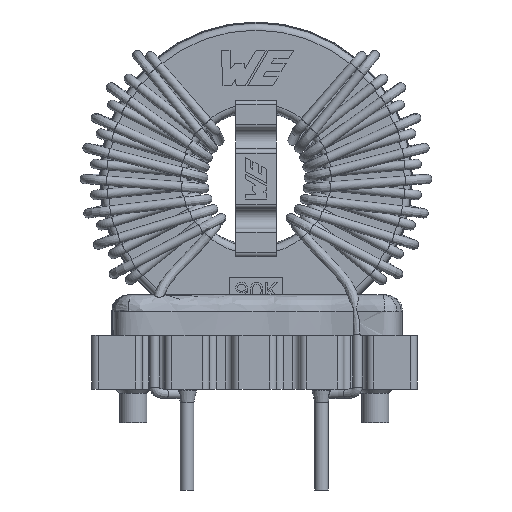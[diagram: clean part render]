
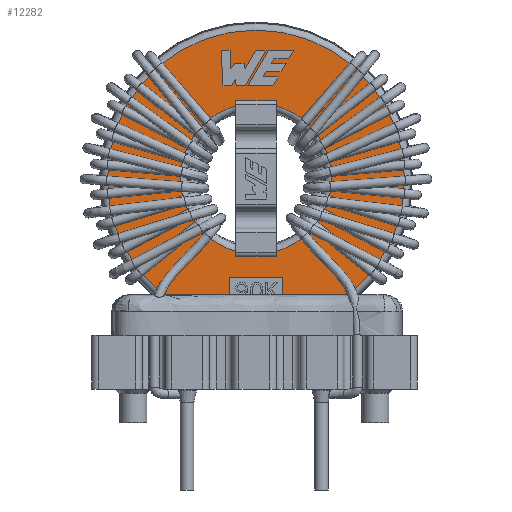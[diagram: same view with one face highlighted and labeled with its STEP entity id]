
A CAD part, front view. The second image highlights one B-rep face of the part: STEP entity #12282.
In plain terms, the highlighted planar face has unit normal (0, -1, 0).
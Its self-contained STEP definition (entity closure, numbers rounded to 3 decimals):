
#592=CIRCLE('',#14291,5.613);
#598=CIRCLE('',#14304,11.037);
#2047=ORIENTED_EDGE('',*,*,#4778,.F.);
#2048=ORIENTED_EDGE('',*,*,#4776,.F.);
#2049=ORIENTED_EDGE('',*,*,#4774,.F.);
#2050=ORIENTED_EDGE('',*,*,#4779,.F.);
#2051=ORIENTED_EDGE('',*,*,#4813,.F.);
#2052=ORIENTED_EDGE('',*,*,#4810,.F.);
#2053=ORIENTED_EDGE('',*,*,#4807,.F.);
#2054=ORIENTED_EDGE('',*,*,#4804,.F.);
#2055=ORIENTED_EDGE('',*,*,#4801,.F.);
#2056=ORIENTED_EDGE('',*,*,#4798,.F.);
#2057=ORIENTED_EDGE('',*,*,#4795,.F.);
#2058=ORIENTED_EDGE('',*,*,#4792,.F.);
#2059=ORIENTED_EDGE('',*,*,#4789,.F.);
#2060=ORIENTED_EDGE('',*,*,#4786,.F.);
#2061=ORIENTED_EDGE('',*,*,#4783,.F.);
#2062=ORIENTED_EDGE('',*,*,#4815,.F.);
#2063=ORIENTED_EDGE('',*,*,#4853,.F.);
#2064=ORIENTED_EDGE('',*,*,#4851,.F.);
#2065=ORIENTED_EDGE('',*,*,#4849,.F.);
#2066=ORIENTED_EDGE('',*,*,#4847,.F.);
#2067=ORIENTED_EDGE('',*,*,#4845,.F.);
#2068=ORIENTED_EDGE('',*,*,#4843,.F.);
#2069=ORIENTED_EDGE('',*,*,#4841,.F.);
#2070=ORIENTED_EDGE('',*,*,#4839,.F.);
#2071=ORIENTED_EDGE('',*,*,#4837,.F.);
#2072=ORIENTED_EDGE('',*,*,#4835,.F.);
#2073=ORIENTED_EDGE('',*,*,#4833,.F.);
#2074=ORIENTED_EDGE('',*,*,#4831,.F.);
#2075=ORIENTED_EDGE('',*,*,#4854,.F.);
#2076=ORIENTED_EDGE('',*,*,#4867,.T.);
#2077=ORIENTED_EDGE('',*,*,#4873,.T.);
#4774=EDGE_CURVE('',#6282,#6281,#7608,.T.);
#4776=EDGE_CURVE('',#6281,#6283,#7610,.T.);
#4778=EDGE_CURVE('',#6283,#6284,#7612,.T.);
#4779=EDGE_CURVE('',#6284,#6282,#7613,.T.);
#4783=EDGE_CURVE('',#6288,#6285,#7617,.T.);
#4786=EDGE_CURVE('',#6285,#6289,#7620,.T.);
#4789=EDGE_CURVE('',#6289,#6291,#7623,.T.);
#4792=EDGE_CURVE('',#6291,#6293,#7626,.T.);
#4795=EDGE_CURVE('',#6293,#6295,#7629,.T.);
#4798=EDGE_CURVE('',#6295,#6297,#7632,.T.);
#4801=EDGE_CURVE('',#6297,#6299,#7635,.T.);
#4804=EDGE_CURVE('',#6299,#6301,#7638,.T.);
#4807=EDGE_CURVE('',#6301,#6303,#7641,.T.);
#4810=EDGE_CURVE('',#6303,#6305,#7644,.T.);
#4813=EDGE_CURVE('',#6305,#6307,#7647,.T.);
#4815=EDGE_CURVE('',#6307,#6288,#7649,.T.);
#4831=EDGE_CURVE('',#6323,#6322,#7665,.T.);
#4833=EDGE_CURVE('',#6322,#6324,#7667,.T.);
#4835=EDGE_CURVE('',#6324,#6325,#7669,.T.);
#4837=EDGE_CURVE('',#6325,#6326,#7671,.T.);
#4839=EDGE_CURVE('',#6326,#6327,#7673,.T.);
#4841=EDGE_CURVE('',#6327,#6328,#7675,.T.);
#4843=EDGE_CURVE('',#6328,#6329,#7677,.T.);
#4845=EDGE_CURVE('',#6329,#6330,#7679,.T.);
#4847=EDGE_CURVE('',#6330,#6331,#7681,.T.);
#4849=EDGE_CURVE('',#6331,#6332,#7683,.T.);
#4851=EDGE_CURVE('',#6332,#6333,#7685,.T.);
#4853=EDGE_CURVE('',#6333,#6334,#7687,.T.);
#4854=EDGE_CURVE('',#6334,#6323,#7688,.T.);
#4867=EDGE_CURVE('',#6347,#6347,#592,.T.);
#4873=EDGE_CURVE('',#6353,#6353,#598,.T.);
#6281=VERTEX_POINT('',#19724);
#6282=VERTEX_POINT('',#19726);
#6283=VERTEX_POINT('',#19730);
#6284=VERTEX_POINT('',#19734);
#6285=VERTEX_POINT('',#19740);
#6288=VERTEX_POINT('',#19745);
#6289=VERTEX_POINT('',#19749);
#6291=VERTEX_POINT('',#19755);
#6293=VERTEX_POINT('',#19761);
#6295=VERTEX_POINT('',#19767);
#6297=VERTEX_POINT('',#19773);
#6299=VERTEX_POINT('',#19779);
#6301=VERTEX_POINT('',#19785);
#6303=VERTEX_POINT('',#19791);
#6305=VERTEX_POINT('',#19797);
#6307=VERTEX_POINT('',#19803);
#6322=VERTEX_POINT('',#19840);
#6323=VERTEX_POINT('',#19842);
#6324=VERTEX_POINT('',#19846);
#6325=VERTEX_POINT('',#19850);
#6326=VERTEX_POINT('',#19854);
#6327=VERTEX_POINT('',#19858);
#6328=VERTEX_POINT('',#19862);
#6329=VERTEX_POINT('',#19866);
#6330=VERTEX_POINT('',#19870);
#6331=VERTEX_POINT('',#19874);
#6332=VERTEX_POINT('',#19878);
#6333=VERTEX_POINT('',#19882);
#6334=VERTEX_POINT('',#19886);
#6347=VERTEX_POINT('',#19926);
#6353=VERTEX_POINT('',#19945);
#7608=LINE('',#19727,#8602);
#7610=LINE('',#19731,#8604);
#7612=LINE('',#19735,#8606);
#7613=LINE('',#19737,#8607);
#7617=LINE('',#19746,#8611);
#7620=LINE('',#19752,#8614);
#7623=LINE('',#19758,#8617);
#7626=LINE('',#19764,#8620);
#7629=LINE('',#19770,#8623);
#7632=LINE('',#19776,#8626);
#7635=LINE('',#19782,#8629);
#7638=LINE('',#19788,#8632);
#7641=LINE('',#19794,#8635);
#7644=LINE('',#19800,#8638);
#7647=LINE('',#19806,#8641);
#7649=LINE('',#19809,#8643);
#7665=LINE('',#19843,#8659);
#7667=LINE('',#19847,#8661);
#7669=LINE('',#19851,#8663);
#7671=LINE('',#19855,#8665);
#7673=LINE('',#19859,#8667);
#7675=LINE('',#19863,#8669);
#7677=LINE('',#19867,#8671);
#7679=LINE('',#19871,#8673);
#7681=LINE('',#19875,#8675);
#7683=LINE('',#19879,#8677);
#7685=LINE('',#19883,#8679);
#7687=LINE('',#19887,#8681);
#7688=LINE('',#19889,#8682);
#8602=VECTOR('',#16017,1000.);
#8604=VECTOR('',#16021,1000.);
#8606=VECTOR('',#16025,1000.);
#8607=VECTOR('',#16028,1000.);
#8611=VECTOR('',#16034,1000.);
#8614=VECTOR('',#16039,1000.);
#8617=VECTOR('',#16044,1000.);
#8620=VECTOR('',#16049,1000.);
#8623=VECTOR('',#16054,1000.);
#8626=VECTOR('',#16059,1000.);
#8629=VECTOR('',#16064,1000.);
#8632=VECTOR('',#16069,1000.);
#8635=VECTOR('',#16074,1000.);
#8638=VECTOR('',#16079,1000.);
#8641=VECTOR('',#16084,1000.);
#8643=VECTOR('',#16088,1000.);
#8659=VECTOR('',#16110,1000.);
#8661=VECTOR('',#16114,1000.);
#8663=VECTOR('',#16118,1000.);
#8665=VECTOR('',#16122,1000.);
#8667=VECTOR('',#16126,1000.);
#8669=VECTOR('',#16130,1000.);
#8671=VECTOR('',#16134,1000.);
#8673=VECTOR('',#16138,1000.);
#8675=VECTOR('',#16142,1000.);
#8677=VECTOR('',#16146,1000.);
#8679=VECTOR('',#16150,1000.);
#8681=VECTOR('',#16154,1000.);
#8682=VECTOR('',#16157,1000.);
#9436=EDGE_LOOP('',(#2047,#2048,#2049,#2050));
#9437=EDGE_LOOP('',(#2051,#2052,#2053,#2054,#2055,#2056,#2057,#2058,#2059,
#2060,#2061,#2062));
#9438=EDGE_LOOP('',(#2063,#2064,#2065,#2066,#2067,#2068,#2069,#2070,#2071,
#2072,#2073,#2074,#2075));
#9439=EDGE_LOOP('',(#2076));
#9440=EDGE_LOOP('',(#2077));
#10678=FACE_BOUND('',#9436,.T.);
#10679=FACE_BOUND('',#9437,.T.);
#10680=FACE_BOUND('',#9438,.T.);
#10681=FACE_BOUND('',#9439,.T.);
#10682=FACE_BOUND('',#9440,.T.);
#11884=PLANE('',#14305);
#12282=ADVANCED_FACE('',(#10678,#10679,#10680,#10681,#10682),#11884,.F.);
#14291=AXIS2_PLACEMENT_3D('',#19925,#16204,#16205);
#14304=AXIS2_PLACEMENT_3D('',#19944,#16230,#16231);
#14305=AXIS2_PLACEMENT_3D('',#19946,#16232,#16233);
#16017=DIRECTION('',(-1.,0.,0.));
#16021=DIRECTION('',(0.,0.,-1.));
#16025=DIRECTION('',(1.,0.,0.));
#16028=DIRECTION('',(0.,0.,1.));
#16034=DIRECTION('',(-1.,0.,0.));
#16039=DIRECTION('',(0.507,0.,0.862));
#16044=DIRECTION('',(1.,0.,0.));
#16049=DIRECTION('',(0.505,0.,0.863));
#16054=DIRECTION('',(-1.,0.,0.));
#16059=DIRECTION('',(0.52,0.,0.854));
#16064=DIRECTION('',(1.,0.,0.));
#16069=DIRECTION('',(0.507,0.,0.862));
#16074=DIRECTION('',(-1.,0.,0.));
#16079=DIRECTION('',(-0.504,0.,-0.864));
#16084=DIRECTION('',(1.,0.,0.));
#16088=DIRECTION('',(0.509,0.,0.861));
#16110=DIRECTION('',(-1.,0.,0.));
#16114=DIRECTION('',(-0.512,0.,-0.859));
#16118=DIRECTION('',(-0.171,0.,0.985));
#16122=DIRECTION('',(-1.,0.,0.));
#16126=DIRECTION('',(-0.583,0.,-0.812));
#16130=DIRECTION('',(-0.047,0.,0.999));
#16134=DIRECTION('',(-1.,0.,0.));
#16138=DIRECTION('',(0.052,0.,-0.999));
#16142=DIRECTION('',(1.,0.,0.));
#16146=DIRECTION('',(0.551,0.,0.834));
#16150=DIRECTION('',(0.141,0.,-0.99));
#16154=DIRECTION('',(1.,0.,0.));
#16157=DIRECTION('',(0.506,0.,0.863));
#16204=DIRECTION('',(0.,1.,0.));
#16205=DIRECTION('',(1.,0.,0.));
#16230=DIRECTION('',(0.,-1.,0.));
#16231=DIRECTION('',(-1.,0.,0.));
#16232=DIRECTION('',(0.,1.,0.));
#16233=DIRECTION('',(1.,0.,0.));
#19724=CARTESIAN_POINT('',(-2.,-4.2,-7.325));
#19726=CARTESIAN_POINT('',(2.,-4.2,-7.325));
#19727=CARTESIAN_POINT('',(2.,-4.2,-7.325));
#19730=CARTESIAN_POINT('',(-2.,-4.2,-9.325));
#19731=CARTESIAN_POINT('',(-2.,-4.2,-7.325));
#19734=CARTESIAN_POINT('',(2.,-4.2,-9.325));
#19735=CARTESIAN_POINT('',(-2.,-4.2,-9.325));
#19737=CARTESIAN_POINT('',(2.,-4.2,-9.325));
#19740=CARTESIAN_POINT('',(0.527,-4.2,7.557));
#19745=CARTESIAN_POINT('',(1.64,-4.2,7.557));
#19746=CARTESIAN_POINT('',(1.64,-4.2,7.557));
#19749=CARTESIAN_POINT('',(0.748,-4.2,7.931));
#19752=CARTESIAN_POINT('',(0.527,-4.2,7.557));
#19755=CARTESIAN_POINT('',(1.86,-4.2,7.931));
#19758=CARTESIAN_POINT('',(0.748,-4.2,7.931));
#19761=CARTESIAN_POINT('',(2.242,-4.2,8.584));
#19764=CARTESIAN_POINT('',(1.86,-4.2,7.931));
#19767=CARTESIAN_POINT('',(1.135,-4.2,8.584));
#19770=CARTESIAN_POINT('',(2.242,-4.2,8.584));
#19773=CARTESIAN_POINT('',(1.321,-4.2,8.89));
#19776=CARTESIAN_POINT('',(1.135,-4.2,8.584));
#19779=CARTESIAN_POINT('',(2.425,-4.2,8.89));
#19782=CARTESIAN_POINT('',(1.321,-4.2,8.89));
#19785=CARTESIAN_POINT('',(2.81,-4.2,9.544));
#19788=CARTESIAN_POINT('',(2.425,-4.2,8.89));
#19791=CARTESIAN_POINT('',(0.932,-4.2,9.544));
#19794=CARTESIAN_POINT('',(2.81,-4.2,9.544));
#19797=CARTESIAN_POINT('',(-0.6,-4.2,6.916));
#19800=CARTESIAN_POINT('',(0.932,-4.2,9.544));
#19803=CARTESIAN_POINT('',(1.261,-4.2,6.916));
#19806=CARTESIAN_POINT('',(-0.6,-4.2,6.916));
#19809=CARTESIAN_POINT('',(1.261,-4.2,6.916));
#19840=CARTESIAN_POINT('',(0.005,-4.2,9.544));
#19842=CARTESIAN_POINT('',(0.747,-4.2,9.544));
#19843=CARTESIAN_POINT('',(0.747,-4.2,9.544));
#19846=CARTESIAN_POINT('',(-0.817,-4.2,8.165));
#19847=CARTESIAN_POINT('',(0.005,-4.2,9.544));
#19850=CARTESIAN_POINT('',(-0.89,-4.2,8.584));
#19851=CARTESIAN_POINT('',(-0.817,-4.2,8.165));
#19854=CARTESIAN_POINT('',(-1.575,-4.2,8.584));
#19855=CARTESIAN_POINT('',(-0.89,-4.2,8.584));
#19858=CARTESIAN_POINT('',(-1.865,-4.2,8.18));
#19859=CARTESIAN_POINT('',(-1.575,-4.2,8.584));
#19862=CARTESIAN_POINT('',(-1.93,-4.2,9.544));
#19863=CARTESIAN_POINT('',(-1.865,-4.2,8.18));
#19866=CARTESIAN_POINT('',(-2.591,-4.2,9.544));
#19867=CARTESIAN_POINT('',(-1.93,-4.2,9.544));
#19870=CARTESIAN_POINT('',(-2.454,-4.2,6.916));
#19871=CARTESIAN_POINT('',(-2.591,-4.2,9.544));
#19874=CARTESIAN_POINT('',(-1.833,-4.2,6.916));
#19875=CARTESIAN_POINT('',(-2.454,-4.2,6.916));
#19878=CARTESIAN_POINT('',(-1.535,-4.2,7.367));
#19879=CARTESIAN_POINT('',(-1.833,-4.2,6.916));
#19882=CARTESIAN_POINT('',(-1.47,-4.2,6.916));
#19883=CARTESIAN_POINT('',(-1.535,-4.2,7.367));
#19886=CARTESIAN_POINT('',(-0.793,-4.2,6.916));
#19887=CARTESIAN_POINT('',(-1.47,-4.2,6.916));
#19889=CARTESIAN_POINT('',(-0.793,-4.2,6.916));
#19925=CARTESIAN_POINT('',(0.,-4.2,0.));
#19926=CARTESIAN_POINT('',(5.613,-4.2,0.));
#19944=CARTESIAN_POINT('',(0.,-4.2,0.));
#19945=CARTESIAN_POINT('',(-11.037,-4.2,0.));
#19946=CARTESIAN_POINT('',(0.,-4.2,0.));
